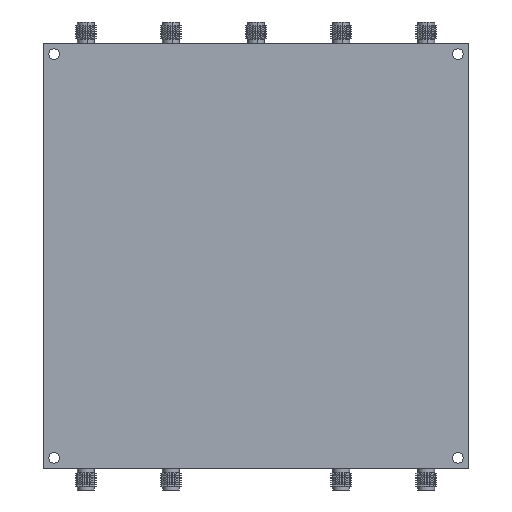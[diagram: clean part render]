
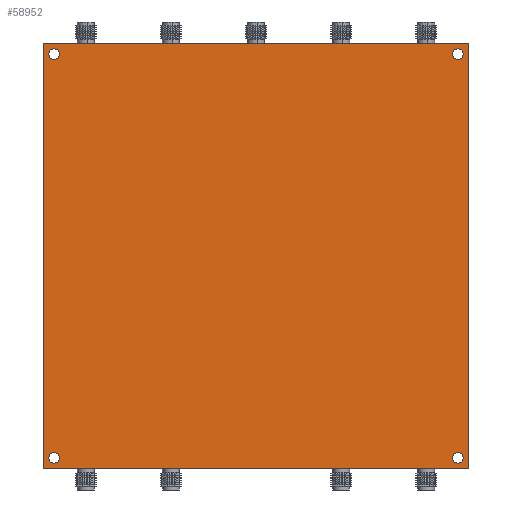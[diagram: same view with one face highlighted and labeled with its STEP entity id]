
A CAD part, front view. The second image highlights one B-rep face of the part: STEP entity #58952.
In plain terms, the highlighted planar face has unit normal (0, -1, 0).
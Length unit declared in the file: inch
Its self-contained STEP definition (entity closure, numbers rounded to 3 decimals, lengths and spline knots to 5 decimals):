
#77 = DIRECTION ( 'NONE',  ( 0., 0., 1. ) ) ;
#112 = FACE_OUTER_BOUND ( 'NONE', #10006, .T. ) ;
#150 = ORIENTED_EDGE ( 'NONE', *, *, #32129, .F. ) ;
#453 = VERTEX_POINT ( 'NONE', #32101 ) ;
#1566 = EDGE_CURVE ( 'NONE', #47113, #58874, #48896, .T. ) ;
#3013 = CARTESIAN_POINT ( 'NONE',  ( 0., 0., 0. ) ) ;
#3301 = CARTESIAN_POINT ( 'NONE',  ( -2.375, 0., -2.4375 ) ) ;
#3831 = CARTESIAN_POINT ( 'NONE',  ( -2.5, 0., -2.5 ) ) ;
#3918 = EDGE_LOOP ( 'NONE', ( #30167, #52619 ) ) ;
#4767 = EDGE_CURVE ( 'NONE', #58874, #46195, #20818, .T. ) ;
#5603 = CARTESIAN_POINT ( 'NONE',  ( -2.375, 0., -2.375 ) ) ;
#6037 = EDGE_CURVE ( 'NONE', #52248, #13918, #27498, .T. ) ;
#6072 = VERTEX_POINT ( 'NONE', #6195 ) ;
#6195 = CARTESIAN_POINT ( 'NONE',  ( -2.375, 0., 2.4375 ) ) ;
#6346 = VECTOR ( 'NONE', #56997, 39.37008 ) ;
#6544 = DIRECTION ( 'NONE',  ( 1., 0., 0. ) ) ;
#6671 = DIRECTION ( 'NONE',  ( 0., 1., 0. ) ) ;
#6959 = EDGE_CURVE ( 'NONE', #8486, #25379, #53930, .T. ) ;
#8486 = VERTEX_POINT ( 'NONE', #55655 ) ;
#8878 = CARTESIAN_POINT ( 'NONE',  ( -2.375, 0., 2.375 ) ) ;
#8939 = VECTOR ( 'NONE', #29762, 39.37008 ) ;
#9399 = ORIENTED_EDGE ( 'NONE', *, *, #6037, .T. ) ;
#9871 = DIRECTION ( 'NONE',  ( 0., 0., 1. ) ) ;
#10006 = EDGE_LOOP ( 'NONE', ( #24216, #53712, #29190, #150 ) ) ;
#10115 = DIRECTION ( 'NONE',  ( 0., 0., 1. ) ) ;
#10719 = PLANE ( 'NONE',  #36469 ) ;
#11241 = CARTESIAN_POINT ( 'NONE',  ( -2.375, 0., 2.375 ) ) ;
#11298 = CARTESIAN_POINT ( 'NONE',  ( -2.5, 0., 2.5 ) ) ;
#12512 = CARTESIAN_POINT ( 'NONE',  ( 2.375, 0., -2.375 ) ) ;
#12791 = CARTESIAN_POINT ( 'NONE',  ( 2.375, 0., -2.4375 ) ) ;
#13916 = CARTESIAN_POINT ( 'NONE',  ( 2.375, 0., 2.375 ) ) ;
#13918 = VERTEX_POINT ( 'NONE', #3301 ) ;
#14362 = FACE_BOUND ( 'NONE', #3918, .T. ) ;
#15284 = EDGE_CURVE ( 'NONE', #13918, #52248, #50309, .T. ) ;
#15921 = VECTOR ( 'NONE', #40807, 39.37008 ) ;
#15984 = CIRCLE ( 'NONE', #27526, 0.0625 ) ;
#16779 = DIRECTION ( 'NONE',  ( 0., 1., 0. ) ) ;
#17259 = AXIS2_PLACEMENT_3D ( 'NONE', #8878, #40409, #77 ) ;
#17343 = CARTESIAN_POINT ( 'NONE',  ( 2.5, 0., 2.5 ) ) ;
#18100 = CARTESIAN_POINT ( 'NONE',  ( 2.375, 0., 2.4375 ) ) ;
#18823 = AXIS2_PLACEMENT_3D ( 'NONE', #5603, #19857, #9871 ) ;
#19110 = ORIENTED_EDGE ( 'NONE', *, *, #34656, .T. ) ;
#19428 = DIRECTION ( 'NONE',  ( 0., 1., 0. ) ) ;
#19520 = FACE_BOUND ( 'NONE', #42882, .T. ) ;
#19857 = DIRECTION ( 'NONE',  ( 0., 1., 0. ) ) ;
#20515 = CARTESIAN_POINT ( 'NONE',  ( -2.5, 0., 2.5 ) ) ;
#20818 = LINE ( 'NONE', #20515, #35696 ) ;
#21359 = CARTESIAN_POINT ( 'NONE',  ( -2.375, 0., -2.3125 ) ) ;
#23191 = VERTEX_POINT ( 'NONE', #40237 ) ;
#23348 = EDGE_LOOP ( 'NONE', ( #28097, #53739 ) ) ;
#24216 = ORIENTED_EDGE ( 'NONE', *, *, #57399, .F. ) ;
#24962 = DIRECTION ( 'NONE',  ( 0., 0., -1. ) ) ;
#25379 = VERTEX_POINT ( 'NONE', #18100 ) ;
#25591 = CIRCLE ( 'NONE', #33344, 0.0625 ) ;
#26087 = CARTESIAN_POINT ( 'NONE',  ( -2.375, 0., -2.375 ) ) ;
#27498 = CIRCLE ( 'NONE', #18823, 0.0625 ) ;
#27526 = AXIS2_PLACEMENT_3D ( 'NONE', #12512, #16779, #45253 ) ;
#28097 = ORIENTED_EDGE ( 'NONE', *, *, #57025, .T. ) ;
#28808 = CIRCLE ( 'NONE', #17259, 0.0625 ) ;
#29190 = ORIENTED_EDGE ( 'NONE', *, *, #1566, .F. ) ;
#29762 = DIRECTION ( 'NONE',  ( 0., 0., 1. ) ) ;
#30167 = ORIENTED_EDGE ( 'NONE', *, *, #50737, .T. ) ;
#30588 = DIRECTION ( 'NONE',  ( 0., 0., 1. ) ) ;
#30879 = DIRECTION ( 'NONE',  ( 0., -1., 0. ) ) ;
#31408 = LINE ( 'NONE', #3831, #15921 ) ;
#32101 = CARTESIAN_POINT ( 'NONE',  ( -2.375, 0., 2.3125 ) ) ;
#32129 = EDGE_CURVE ( 'NONE', #23191, #47113, #31408, .T. ) ;
#33344 = AXIS2_PLACEMENT_3D ( 'NONE', #11241, #6671, #52219 ) ;
#33678 = EDGE_CURVE ( 'NONE', #42863, #45508, #54806, .T. ) ;
#33818 = CARTESIAN_POINT ( 'NONE',  ( -2.5, 0., -2.5 ) ) ;
#34656 = EDGE_CURVE ( 'NONE', #25379, #8486, #37272, .T. ) ;
#34817 = AXIS2_PLACEMENT_3D ( 'NONE', #26087, #59196, #30588 ) ;
#35340 = CARTESIAN_POINT ( 'NONE',  ( 2.375, 0., -2.3125 ) ) ;
#35696 = VECTOR ( 'NONE', #6544, 39.37008 ) ;
#35831 = EDGE_LOOP ( 'NONE', ( #59476, #9399 ) ) ;
#36469 = AXIS2_PLACEMENT_3D ( 'NONE', #3013, #30879, #24962 ) ;
#37272 = CIRCLE ( 'NONE', #43122, 0.0625 ) ;
#37684 = DIRECTION ( 'NONE',  ( 0., 1., 0. ) ) ;
#37897 = DIRECTION ( 'NONE',  ( 0., 0., 1. ) ) ;
#40237 = CARTESIAN_POINT ( 'NONE',  ( 2.5, 0., -2.5 ) ) ;
#40409 = DIRECTION ( 'NONE',  ( 0., 1., 0. ) ) ;
#40807 = DIRECTION ( 'NONE',  ( -1., 0., 0. ) ) ;
#41250 = CARTESIAN_POINT ( 'NONE',  ( 2.375, 0., -2.375 ) ) ;
#42255 = CARTESIAN_POINT ( 'NONE',  ( 2.375, 0., 2.375 ) ) ;
#42863 = VERTEX_POINT ( 'NONE', #35340 ) ;
#42882 = EDGE_LOOP ( 'NONE', ( #59425, #19110 ) ) ;
#43122 = AXIS2_PLACEMENT_3D ( 'NONE', #42255, #37684, #10115 ) ;
#43260 = AXIS2_PLACEMENT_3D ( 'NONE', #13916, #47550, #56085 ) ;
#45253 = DIRECTION ( 'NONE',  ( 0., 0., 1. ) ) ;
#45508 = VERTEX_POINT ( 'NONE', #12791 ) ;
#46195 = VERTEX_POINT ( 'NONE', #17343 ) ;
#47113 = VERTEX_POINT ( 'NONE', #33818 ) ;
#47550 = DIRECTION ( 'NONE',  ( 0., 1., 0. ) ) ;
#48076 = CARTESIAN_POINT ( 'NONE',  ( -2.5, 0., 2.5 ) ) ;
#48896 = LINE ( 'NONE', #11298, #8939 ) ;
#50309 = CIRCLE ( 'NONE', #34817, 0.0625 ) ;
#50737 = EDGE_CURVE ( 'NONE', #45508, #42863, #15984, .T. ) ;
#52147 = CARTESIAN_POINT ( 'NONE',  ( 2.5, 0., 2.5 ) ) ;
#52219 = DIRECTION ( 'NONE',  ( 0., 0., 1. ) ) ;
#52248 = VERTEX_POINT ( 'NONE', #21359 ) ;
#52298 = FACE_BOUND ( 'NONE', #35831, .T. ) ;
#52456 = LINE ( 'NONE', #52147, #6346 ) ;
#52619 = ORIENTED_EDGE ( 'NONE', *, *, #33678, .T. ) ;
#52682 = EDGE_CURVE ( 'NONE', #6072, #453, #28808, .T. ) ;
#53712 = ORIENTED_EDGE ( 'NONE', *, *, #4767, .F. ) ;
#53739 = ORIENTED_EDGE ( 'NONE', *, *, #52682, .T. ) ;
#53930 = CIRCLE ( 'NONE', #43260, 0.0625 ) ;
#54806 = CIRCLE ( 'NONE', #55758, 0.0625 ) ;
#55655 = CARTESIAN_POINT ( 'NONE',  ( 2.375, 0., 2.3125 ) ) ;
#55758 = AXIS2_PLACEMENT_3D ( 'NONE', #41250, #19428, #37897 ) ;
#56085 = DIRECTION ( 'NONE',  ( 0., 0., 1. ) ) ;
#56530 = FACE_BOUND ( 'NONE', #23348, .T. ) ;
#56997 = DIRECTION ( 'NONE',  ( 0., 0., -1. ) ) ;
#57025 = EDGE_CURVE ( 'NONE', #453, #6072, #25591, .T. ) ;
#57399 = EDGE_CURVE ( 'NONE', #46195, #23191, #52456, .T. ) ;
#58874 = VERTEX_POINT ( 'NONE', #48076 ) ;
#58952 = ADVANCED_FACE ( 'NONE', ( #19520, #52298, #112, #14362, #56530 ), #10719, .T. ) ;
#59196 = DIRECTION ( 'NONE',  ( 0., 1., 0. ) ) ;
#59425 = ORIENTED_EDGE ( 'NONE', *, *, #6959, .T. ) ;
#59476 = ORIENTED_EDGE ( 'NONE', *, *, #15284, .T. ) ;
